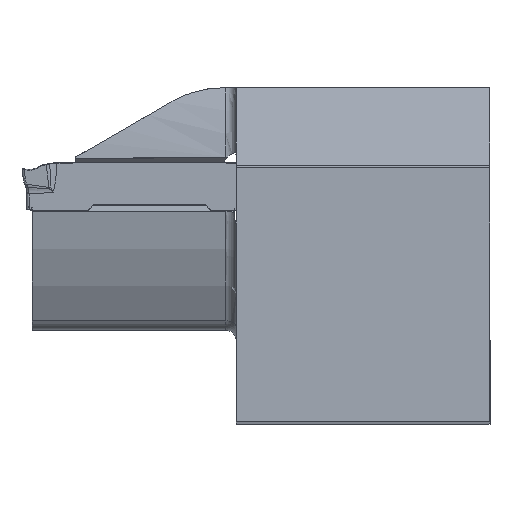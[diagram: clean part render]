
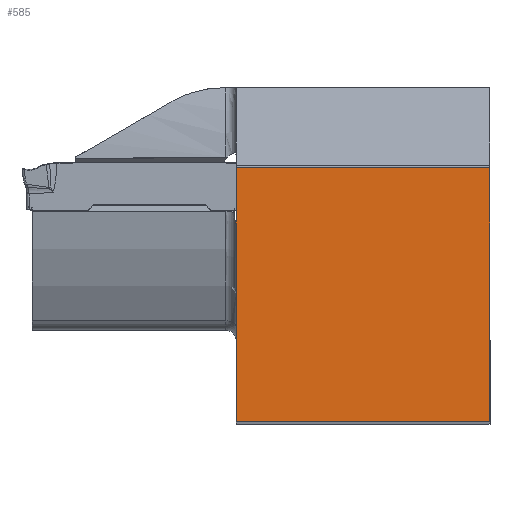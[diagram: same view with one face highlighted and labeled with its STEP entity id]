
A CAD part, top view. The second image highlights one B-rep face of the part: STEP entity #585.
In plain terms, the highlighted planar face has unit normal (0, 0, 1).
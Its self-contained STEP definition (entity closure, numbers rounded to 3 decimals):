
#172=PLANE('',#5041);
#585=ADVANCED_FACE('',(#945),#172,.T.);
#945=FACE_OUTER_BOUND('',#1228,.T.);
#1228=EDGE_LOOP('',(#3014,#3015,#3016,#3017));
#3014=ORIENTED_EDGE('',*,*,#4304,.F.);
#3015=ORIENTED_EDGE('',*,*,#4298,.T.);
#3016=ORIENTED_EDGE('',*,*,#4301,.T.);
#3017=ORIENTED_EDGE('',*,*,#4277,.T.);
#3593=VERTEX_POINT('',#10587);
#3594=VERTEX_POINT('',#10589);
#3613=VERTEX_POINT('',#10643);
#3614=VERTEX_POINT('',#10645);
#4277=EDGE_CURVE('',#3594,#3593,#4528,.T.);
#4298=EDGE_CURVE('',#3614,#3613,#4542,.T.);
#4301=EDGE_CURVE('',#3613,#3594,#4545,.T.);
#4304=EDGE_CURVE('',#3614,#3593,#4547,.T.);
#4528=LINE('',#10588,#4733);
#4542=LINE('',#10644,#4747);
#4545=LINE('',#10649,#4750);
#4547=LINE('',#10655,#4752);
#4733=VECTOR('',#5727,1.);
#4747=VECTOR('',#5757,1.);
#4750=VECTOR('',#5762,1.);
#4752=VECTOR('',#5768,1.);
#5041=AXIS2_PLACEMENT_3D('',#10685,#5783,#5784);
#5727=DIRECTION('',(0.,-1.,0.));
#5757=DIRECTION('',(0.,1.,0.));
#5762=DIRECTION('',(-1.,0.,0.));
#5768=DIRECTION('',(-1.,0.,0.));
#5783=DIRECTION('',(0.,0.,1.));
#5784=DIRECTION('',(1.,0.,0.));
#10587=CARTESIAN_POINT('',(-24.9,0.,0.));
#10588=CARTESIAN_POINT('',(-24.9,40.,0.));
#10589=CARTESIAN_POINT('',(-24.9,24.9,0.));
#10643=CARTESIAN_POINT('',(0.,24.9,0.));
#10644=CARTESIAN_POINT('',(0.,40.,0.));
#10645=CARTESIAN_POINT('',(0.,0.,0.));
#10649=CARTESIAN_POINT('',(0.,24.9,0.));
#10655=CARTESIAN_POINT('',(0.,0.,0.));
#10685=CARTESIAN_POINT('',(0.,24.9,0.));
